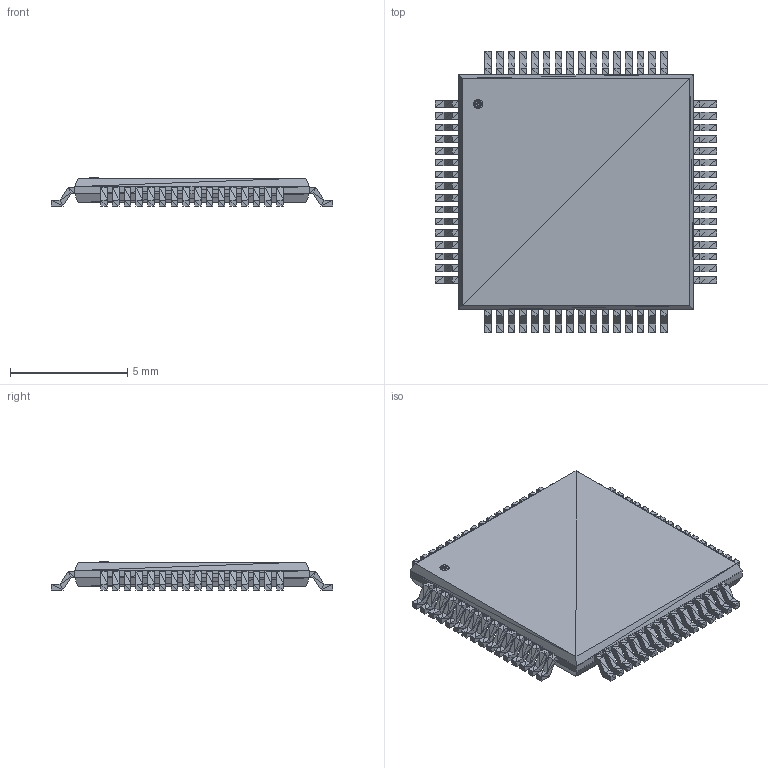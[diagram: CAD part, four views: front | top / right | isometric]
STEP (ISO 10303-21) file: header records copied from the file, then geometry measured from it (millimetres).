
FILE_DESCRIPTION(('STEP AP214'),'1');
FILE_NAME('TQFP64_10x10MC','2018-11-23T10:19:04',(''),(''),'','','');
FILE_SCHEMA(('AUTOMOTIVE_DESIGN'));
Length unit declared in the file: millimetre
Products named in the file (1): product
Bounding box: 11.99 x 11.99 x 1.2 mm (x, y, z)
Surface area: 328.5 mm2 (no closed solid volume)
Topology: 0 solids, 1948 shells, 1948 faces, 5844 edges, 5844 vertices
Faces by surface type: plane 1948
Entity records: 64343 total; most frequent: CARTESIAN_POINT 13637, DIRECTION 9742, ORIENTED_EDGE 5844, EDGE_CURVE 5844, VERTEX_POINT 5844, LINE 5844, VECTOR 5844, AXIS2_PLACEMENT_3D 1949
